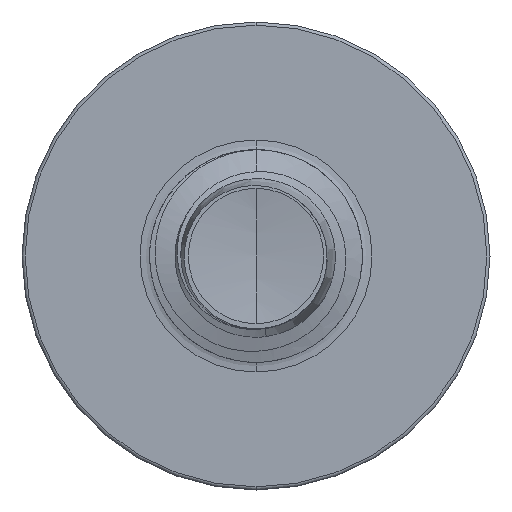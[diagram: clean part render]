
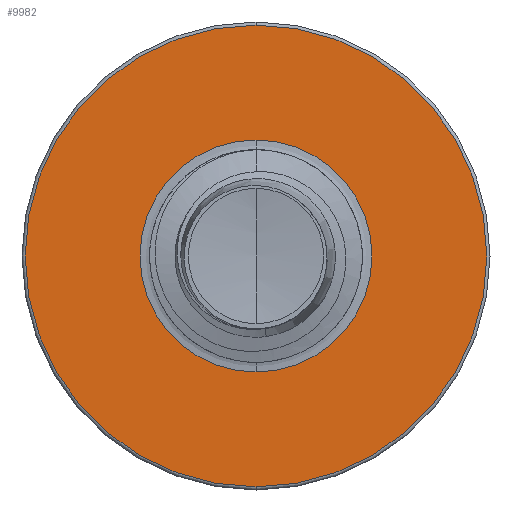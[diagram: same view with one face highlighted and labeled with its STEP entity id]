
A CAD part, front view. The second image highlights one B-rep face of the part: STEP entity #9982.
In plain terms, the highlighted planar face has unit normal (0, -1, 0).
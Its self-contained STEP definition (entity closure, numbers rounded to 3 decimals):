
#277 = AXIS2_PLACEMENT_3D ( 'NONE', #4751, #4749, #4735 ) ;
#666 = EDGE_CURVE ( 'NONE', #3170, #5672, #5826, .T. ) ;
#979 = EDGE_LOOP ( 'NONE', ( #2060, #5231 ) ) ;
#1607 = EDGE_CURVE ( 'NONE', #5672, #3170, #10953, .T. ) ;
#2060 = ORIENTED_EDGE ( 'NONE', *, *, #1607, .T. ) ;
#2293 = CARTESIAN_POINT ( 'NONE',  ( 0., 3., -1.363 ) ) ;
#2551 = CARTESIAN_POINT ( 'NONE',  ( 0., 3., 1.363 ) ) ;
#3170 = VERTEX_POINT ( 'NONE', #5138 ) ;
#4589 = DIRECTION ( 'NONE',  ( 0., 0., 1. ) ) ;
#4607 = DIRECTION ( 'NONE',  ( 0., 1., 0. ) ) ;
#4618 = CARTESIAN_POINT ( 'NONE',  ( 0., 3., 0. ) ) ;
#4710 = DIRECTION ( 'NONE',  ( 0., 1., 0. ) ) ;
#4735 = DIRECTION ( 'NONE',  ( 0., 0., 1. ) ) ;
#4749 = DIRECTION ( 'NONE',  ( 0., 1., 0. ) ) ;
#4751 = CARTESIAN_POINT ( 'NONE',  ( 0., 3., 0. ) ) ;
#5008 = CARTESIAN_POINT ( 'NONE',  ( 0., 3., 0. ) ) ;
#5138 = CARTESIAN_POINT ( 'NONE',  ( 0., 3., -1.363 ) ) ;
#5231 = ORIENTED_EDGE ( 'NONE', *, *, #666, .T. ) ;
#5672 = VERTEX_POINT ( 'NONE', #2551 ) ;
#5826 = CIRCLE ( 'NONE', #10596, 1.363 ) ;
#5912 = VERTEX_POINT ( 'NONE', #9375 ) ;
#6159 = DIRECTION ( 'NONE',  ( 0., 0., 1. ) ) ;
#6902 = EDGE_CURVE ( 'NONE', #9995, #5912, #8608, .T. ) ;
#6989 = PLANE ( 'NONE',  #8284 ) ;
#7037 = CARTESIAN_POINT ( 'NONE',  ( 0., 3., 2.713 ) ) ;
#7324 = EDGE_LOOP ( 'NONE', ( #10442, #12438 ) ) ;
#7394 = FACE_OUTER_BOUND ( 'NONE', #7324, .T. ) ;
#8284 = AXIS2_PLACEMENT_3D ( 'NONE', #2293, #4710, #11605 ) ;
#8608 = CIRCLE ( 'NONE', #10546, 2.713 ) ;
#9375 = CARTESIAN_POINT ( 'NONE',  ( 0., 3., -2.712 ) ) ;
#9982 = ADVANCED_FACE ( 'NONE', ( #7394, #11871 ), #6989, .F. ) ;
#9995 = VERTEX_POINT ( 'NONE', #7037 ) ;
#10296 = CIRCLE ( 'NONE', #12110, 2.713 ) ;
#10442 = ORIENTED_EDGE ( 'NONE', *, *, #6902, .F. ) ;
#10546 = AXIS2_PLACEMENT_3D ( 'NONE', #4618, #4607, #4589 ) ;
#10596 = AXIS2_PLACEMENT_3D ( 'NONE', #13318, #13305, #13293 ) ;
#10953 = CIRCLE ( 'NONE', #277, 1.363 ) ;
#11605 = DIRECTION ( 'NONE',  ( 0., 0., 1. ) ) ;
#11805 = DIRECTION ( 'NONE',  ( 0., 1., 0. ) ) ;
#11871 = FACE_BOUND ( 'NONE', #979, .T. ) ;
#12110 = AXIS2_PLACEMENT_3D ( 'NONE', #5008, #11805, #6159 ) ;
#12438 = ORIENTED_EDGE ( 'NONE', *, *, #12681, .F. ) ;
#12681 = EDGE_CURVE ( 'NONE', #5912, #9995, #10296, .T. ) ;
#13293 = DIRECTION ( 'NONE',  ( 0., 0., 1. ) ) ;
#13305 = DIRECTION ( 'NONE',  ( 0., 1., 0. ) ) ;
#13318 = CARTESIAN_POINT ( 'NONE',  ( 0., 3., 0. ) ) ;
